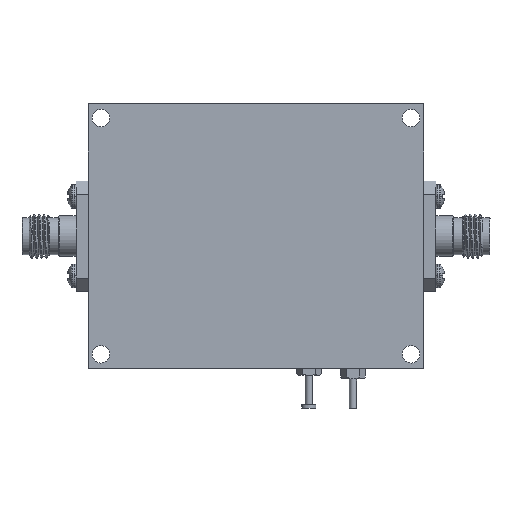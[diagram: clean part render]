
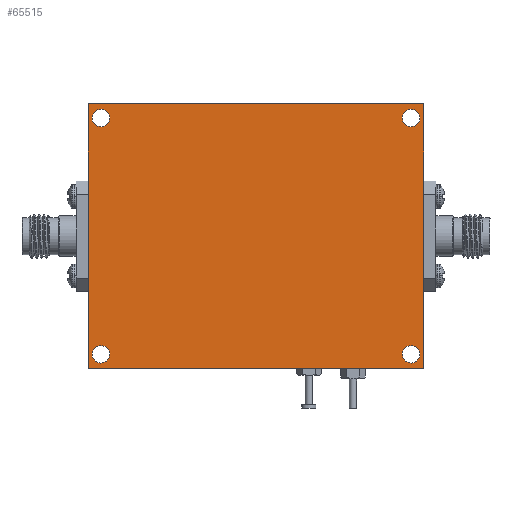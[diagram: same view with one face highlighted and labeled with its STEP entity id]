
A CAD part, front view. The second image highlights one B-rep face of the part: STEP entity #65515.
In plain terms, the highlighted planar face has unit normal (0, -1, 0).
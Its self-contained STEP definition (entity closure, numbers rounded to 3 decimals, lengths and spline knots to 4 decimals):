
#704 = VERTEX_POINT ( 'NONE', #25959 ) ;
#2094 = DIRECTION ( 'NONE',  ( 0., 0., 1. ) ) ;
#2353 = VECTOR ( 'NONE', #24423, 39.3701 ) ;
#2559 = VERTEX_POINT ( 'NONE', #3468 ) ;
#3110 = EDGE_CURVE ( 'NONE', #72806, #56525, #32035, .T. ) ;
#3422 = DIRECTION ( 'NONE',  ( 0., 0., 1. ) ) ;
#3468 = CARTESIAN_POINT ( 'NONE',  ( -0.88, -0.25, 0.72 ) ) ;
#4257 = DIRECTION ( 'NONE',  ( 0., 0., 1. ) ) ;
#4566 = ORIENTED_EDGE ( 'NONE', *, *, #3110, .F. ) ;
#5273 = EDGE_CURVE ( 'NONE', #30272, #6969, #68853, .T. ) ;
#5330 = EDGE_CURVE ( 'NONE', #56525, #42254, #61617, .T. ) ;
#5352 = CARTESIAN_POINT ( 'NONE',  ( -0.88, -0.25, 0.67 ) ) ;
#5815 = EDGE_CURVE ( 'NONE', #44402, #17755, #35934, .T. ) ;
#6820 = CIRCLE ( 'NONE', #48027, 0.05 ) ;
#6969 = VERTEX_POINT ( 'NONE', #20686 ) ;
#7050 = VECTOR ( 'NONE', #49991, 39.3701 ) ;
#8570 = CARTESIAN_POINT ( 'NONE',  ( -0.88, -0.25, -0.67 ) ) ;
#10112 = ORIENTED_EDGE ( 'NONE', *, *, #36344, .T. ) ;
#10364 = CARTESIAN_POINT ( 'NONE',  ( -0.95, -0.25, -0.75 ) ) ;
#13332 = EDGE_CURVE ( 'NONE', #6969, #30272, #39794, .T. ) ;
#13982 = CARTESIAN_POINT ( 'NONE',  ( -0.95, -0.25, -0.75 ) ) ;
#15619 = FACE_BOUND ( 'NONE', #32662, .T. ) ;
#16061 = EDGE_LOOP ( 'NONE', ( #55127, #61359, #41052, #4566 ) ) ;
#17664 = ORIENTED_EDGE ( 'NONE', *, *, #25834, .T. ) ;
#17755 = VERTEX_POINT ( 'NONE', #42205 ) ;
#20686 = CARTESIAN_POINT ( 'NONE',  ( 0.88, -0.25, 0.62 ) ) ;
#22488 = AXIS2_PLACEMENT_3D ( 'NONE', #31451, #31958, #43042 ) ;
#23580 = EDGE_CURVE ( 'NONE', #45968, #2559, #52257, .T. ) ;
#24423 = DIRECTION ( 'NONE',  ( 1., 0., 0. ) ) ;
#25370 = DIRECTION ( 'NONE',  ( 0., 1., 0. ) ) ;
#25419 = CARTESIAN_POINT ( 'NONE',  ( -0.95, -0.25, 0.75 ) ) ;
#25656 = CIRCLE ( 'NONE', #62389, 0.05 ) ;
#25670 = CARTESIAN_POINT ( 'NONE',  ( -0.88, -0.25, -0.67 ) ) ;
#25676 = ORIENTED_EDGE ( 'NONE', *, *, #13332, .T. ) ;
#25834 = EDGE_CURVE ( 'NONE', #73802, #704, #70949, .T. ) ;
#25959 = CARTESIAN_POINT ( 'NONE',  ( 0.88, -0.25, -0.72 ) ) ;
#26390 = DIRECTION ( 'NONE',  ( 0., 0., 1. ) ) ;
#28290 = CARTESIAN_POINT ( 'NONE',  ( 0.88, -0.25, -0.67 ) ) ;
#29473 = CARTESIAN_POINT ( 'NONE',  ( 0., -0.25, 0. ) ) ;
#29591 = CARTESIAN_POINT ( 'NONE',  ( -0.88, -0.25, 0.62 ) ) ;
#30272 = VERTEX_POINT ( 'NONE', #31546 ) ;
#31451 = CARTESIAN_POINT ( 'NONE',  ( -0.88, -0.25, 0.67 ) ) ;
#31546 = CARTESIAN_POINT ( 'NONE',  ( 0.88, -0.25, 0.72 ) ) ;
#31958 = DIRECTION ( 'NONE',  ( 0., 1., 0. ) ) ;
#32035 = LINE ( 'NONE', #10364, #58086 ) ;
#32307 = CARTESIAN_POINT ( 'NONE',  ( 0.88, -0.25, 0.67 ) ) ;
#32662 = EDGE_LOOP ( 'NONE', ( #57730, #40260 ) ) ;
#35934 = CIRCLE ( 'NONE', #42876, 0.05 ) ;
#36344 = EDGE_CURVE ( 'NONE', #2559, #45968, #25656, .T. ) ;
#36914 = EDGE_CURVE ( 'NONE', #704, #73802, #6820, .T. ) ;
#37005 = DIRECTION ( 'NONE',  ( 0., 0., 1. ) ) ;
#37612 = CIRCLE ( 'NONE', #45263, 0.05 ) ;
#38728 = CARTESIAN_POINT ( 'NONE',  ( 0.88, -0.25, -0.62 ) ) ;
#38876 = EDGE_LOOP ( 'NONE', ( #41150, #25676 ) ) ;
#38993 = DIRECTION ( 'NONE',  ( 0., 1., 0. ) ) ;
#39224 = AXIS2_PLACEMENT_3D ( 'NONE', #32307, #72497, #4257 ) ;
#39794 = CIRCLE ( 'NONE', #39224, 0.05 ) ;
#39985 = CARTESIAN_POINT ( 'NONE',  ( -0.95, -0.25, 0.75 ) ) ;
#40260 = ORIENTED_EDGE ( 'NONE', *, *, #5815, .T. ) ;
#40976 = VECTOR ( 'NONE', #62798, 39.3701 ) ;
#41052 = ORIENTED_EDGE ( 'NONE', *, *, #5330, .F. ) ;
#41150 = ORIENTED_EDGE ( 'NONE', *, *, #5273, .T. ) ;
#41806 = CARTESIAN_POINT ( 'NONE',  ( 0.88, -0.25, 0.67 ) ) ;
#42205 = CARTESIAN_POINT ( 'NONE',  ( -0.88, -0.25, -0.62 ) ) ;
#42254 = VERTEX_POINT ( 'NONE', #49316 ) ;
#42566 = FACE_BOUND ( 'NONE', #38876, .T. ) ;
#42876 = AXIS2_PLACEMENT_3D ( 'NONE', #25670, #43535, #37005 ) ;
#43042 = DIRECTION ( 'NONE',  ( 0., 0., 1. ) ) ;
#43535 = DIRECTION ( 'NONE',  ( 0., 1., 0. ) ) ;
#44382 = CARTESIAN_POINT ( 'NONE',  ( 0.95, -0.25, 0.75 ) ) ;
#44402 = VERTEX_POINT ( 'NONE', #48442 ) ;
#45263 = AXIS2_PLACEMENT_3D ( 'NONE', #8570, #48756, #26390 ) ;
#45968 = VERTEX_POINT ( 'NONE', #29591 ) ;
#46151 = DIRECTION ( 'NONE',  ( 0., 1., 0. ) ) ;
#46846 = PLANE ( 'NONE',  #57945 ) ;
#48027 = AXIS2_PLACEMENT_3D ( 'NONE', #28290, #46151, #62677 ) ;
#48442 = CARTESIAN_POINT ( 'NONE',  ( -0.88, -0.25, -0.72 ) ) ;
#48756 = DIRECTION ( 'NONE',  ( 0., 1., 0. ) ) ;
#49316 = CARTESIAN_POINT ( 'NONE',  ( -0.95, -0.25, 0.75 ) ) ;
#49991 = DIRECTION ( 'NONE',  ( 0., 0., -1. ) ) ;
#51296 = CARTESIAN_POINT ( 'NONE',  ( 0.95, -0.25, -0.75 ) ) ;
#51692 = LINE ( 'NONE', #25419, #2353 ) ;
#51761 = VERTEX_POINT ( 'NONE', #44382 ) ;
#52257 = CIRCLE ( 'NONE', #22488, 0.05 ) ;
#52953 = AXIS2_PLACEMENT_3D ( 'NONE', #41806, #66388, #3422 ) ;
#53338 = FACE_BOUND ( 'NONE', #55875, .T. ) ;
#53889 = EDGE_LOOP ( 'NONE', ( #17664, #71594 ) ) ;
#54475 = CARTESIAN_POINT ( 'NONE',  ( 0.88, -0.25, -0.67 ) ) ;
#55127 = ORIENTED_EDGE ( 'NONE', *, *, #56233, .F. ) ;
#55604 = ORIENTED_EDGE ( 'NONE', *, *, #23580, .T. ) ;
#55875 = EDGE_LOOP ( 'NONE', ( #10112, #55604 ) ) ;
#55994 = CARTESIAN_POINT ( 'NONE',  ( 0.95, -0.25, 0.75 ) ) ;
#56233 = EDGE_CURVE ( 'NONE', #51761, #72806, #57275, .T. ) ;
#56525 = VERTEX_POINT ( 'NONE', #13982 ) ;
#56980 = DIRECTION ( 'NONE',  ( 0., 0., 1. ) ) ;
#57275 = LINE ( 'NONE', #55994, #7050 ) ;
#57730 = ORIENTED_EDGE ( 'NONE', *, *, #71986, .T. ) ;
#57945 = AXIS2_PLACEMENT_3D ( 'NONE', #29473, #69661, #64617 ) ;
#58086 = VECTOR ( 'NONE', #62056, 39.3701 ) ;
#59136 = EDGE_CURVE ( 'NONE', #42254, #51761, #51692, .T. ) ;
#61359 = ORIENTED_EDGE ( 'NONE', *, *, #59136, .F. ) ;
#61617 = LINE ( 'NONE', #39985, #40976 ) ;
#62056 = DIRECTION ( 'NONE',  ( -1., 0., 0. ) ) ;
#62389 = AXIS2_PLACEMENT_3D ( 'NONE', #5352, #38993, #56980 ) ;
#62677 = DIRECTION ( 'NONE',  ( 0., 0., 1. ) ) ;
#62798 = DIRECTION ( 'NONE',  ( 0., 0., 1. ) ) ;
#64617 = DIRECTION ( 'NONE',  ( 0., 0., -1. ) ) ;
#65515 = ADVANCED_FACE ( 'NONE', ( #15619, #68621, #53338, #42566, #65876 ), #46846, .T. ) ;
#65876 = FACE_OUTER_BOUND ( 'NONE', #16061, .T. ) ;
#66388 = DIRECTION ( 'NONE',  ( 0., 1., 0. ) ) ;
#68621 = FACE_BOUND ( 'NONE', #53889, .T. ) ;
#68853 = CIRCLE ( 'NONE', #52953, 0.05 ) ;
#69661 = DIRECTION ( 'NONE',  ( 0., -1., 0. ) ) ;
#70949 = CIRCLE ( 'NONE', #73120, 0.05 ) ;
#71594 = ORIENTED_EDGE ( 'NONE', *, *, #36914, .T. ) ;
#71986 = EDGE_CURVE ( 'NONE', #17755, #44402, #37612, .T. ) ;
#72497 = DIRECTION ( 'NONE',  ( 0., 1., 0. ) ) ;
#72806 = VERTEX_POINT ( 'NONE', #51296 ) ;
#73120 = AXIS2_PLACEMENT_3D ( 'NONE', #54475, #25370, #2094 ) ;
#73802 = VERTEX_POINT ( 'NONE', #38728 ) ;
